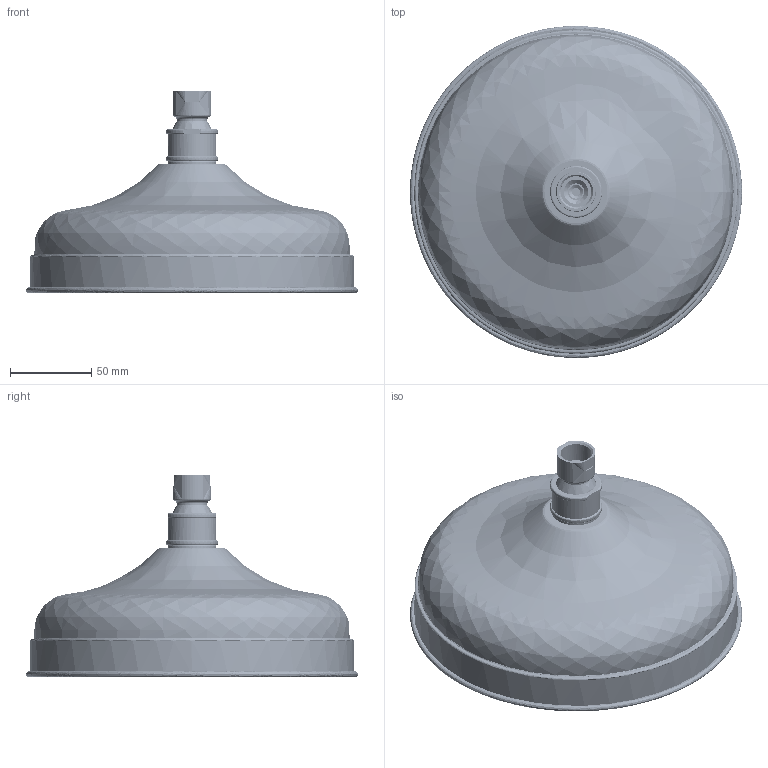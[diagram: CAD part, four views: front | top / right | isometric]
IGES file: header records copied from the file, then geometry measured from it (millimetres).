
Global section: file name: d3e50719-86b7-40d8-9476-f66580613f8c; native system: unknown; preprocessor: unknown; author: unknown; organization: unknown; date: 20200630.113019; units: millimetre
Bounding box: 204.5 x 204.49 x 124.4 mm (x, y, z)
Volume: 151174.4 mm3; surface area: 285006.9 mm2
Topology: 6 solids, 6 shells, 1506 faces, 4587 edges, 3317 vertices
Faces by surface type: bspline 1506
